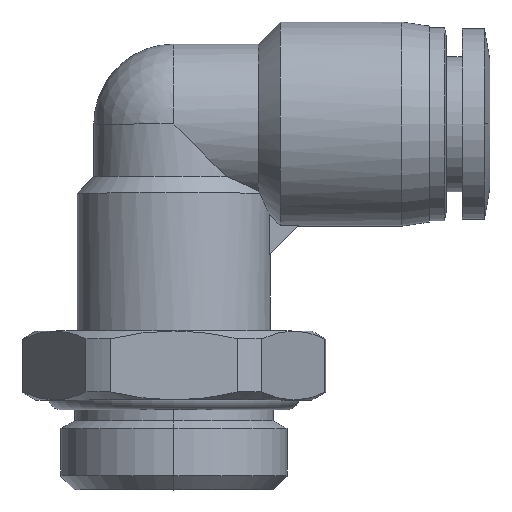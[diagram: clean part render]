
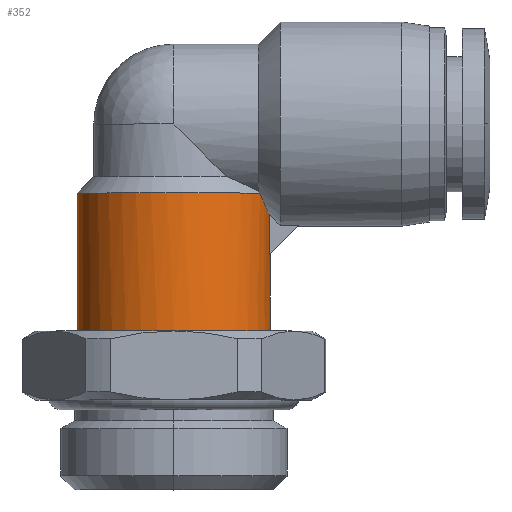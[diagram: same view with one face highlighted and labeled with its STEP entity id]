
A CAD part, top view. The second image highlights one B-rep face of the part: STEP entity #352.
In plain terms, the highlighted cylindrical face has radius 7 mm (diameter 14 mm), a partial arc.
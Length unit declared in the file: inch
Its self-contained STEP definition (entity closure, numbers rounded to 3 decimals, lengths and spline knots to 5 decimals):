
#55 = VECTOR ( 'NONE', #2135, 39.37008 ) ;
#115 = VERTEX_POINT ( 'NONE', #297 ) ;
#116 = EDGE_CURVE ( 'NONE', #2264, #246, #2335, .T. ) ;
#136 = LINE ( 'NONE', #692, #55 ) ;
#184 = ORIENTED_EDGE ( 'NONE', *, *, #2471, .T. ) ;
#246 = VERTEX_POINT ( 'NONE', #547 ) ;
#268 = CARTESIAN_POINT ( 'NONE',  ( 0.24531, 0.3937, 0.12559 ) ) ;
#297 = CARTESIAN_POINT ( 'NONE',  ( 0.27559, 0.22047, 0. ) ) ;
#317 = CARTESIAN_POINT ( 'NONE',  ( 0.27559, 0.22047, 0. ) ) ;
#335 = ORIENTED_EDGE ( 'NONE', *, *, #752, .T. ) ;
#352 = ADVANCED_FACE ( 'NONE', ( #1326 ), #1882, .T. ) ;
#390 = CARTESIAN_POINT ( 'NONE',  ( 0.24531, 0.3937, 0.12559 ) ) ;
#425 = EDGE_CURVE ( 'NONE', #1717, #115, #1408, .T. ) ;
#502 = DIRECTION ( 'NONE',  ( -1., 0., 0. ) ) ;
#547 = CARTESIAN_POINT ( 'NONE',  ( 0.27559, 0., 0. ) ) ;
#554 = CARTESIAN_POINT ( 'NONE',  ( 0.27276, 0.21764, 0.03937 ) ) ;
#650 = VERTEX_POINT ( 'NONE', #390 ) ;
#658 = DIRECTION ( 'NONE',  ( -1., 0., 0. ) ) ;
#676 = DIRECTION ( 'NONE',  ( 0., -1., 0. ) ) ;
#692 = CARTESIAN_POINT ( 'NONE',  ( 0.27276, 0.19685, 0.03937 ) ) ;
#732 = CARTESIAN_POINT ( 'NONE',  ( 0.26368, 0.35174, 0.08051 ) ) ;
#752 = EDGE_CURVE ( 'NONE', #650, #1845, #1812, .T. ) ;
#799 = ORIENTED_EDGE ( 'NONE', *, *, #116, .T. ) ;
#875 = EDGE_LOOP ( 'NONE', ( #799, #184, #1495, #2657, #1859, #335, #1835 ) ) ;
#936 = CARTESIAN_POINT ( 'NONE',  ( 0.27148, 0.33523, 0.04824 ) ) ;
#1113 = CARTESIAN_POINT ( 'NONE',  ( 0., 0.3937, 0. ) ) ;
#1126 = LINE ( 'NONE', #2649, #1966 ) ;
#1132 = CARTESIAN_POINT ( 'NONE',  ( 0.26983, 0.33868, 0.05667 ) ) ;
#1141 = CARTESIAN_POINT ( 'NONE',  ( 0.27559, 0.19685, 0. ) ) ;
#1162 = DIRECTION ( 'NONE',  ( 0., 1., 0. ) ) ;
#1223 = VERTEX_POINT ( 'NONE', #2338 ) ;
#1227 = AXIS2_PLACEMENT_3D ( 'NONE', #2185, #1162, #2206 ) ;
#1284 = EDGE_CURVE ( 'NONE', #650, #1223, #1454, .T. ) ;
#1326 = FACE_OUTER_BOUND ( 'NONE', #875, .T. ) ;
#1408 =( BOUNDED_CURVE ( )  B_SPLINE_CURVE ( 3, ( #554, #2443, #2025, #317 ),
 .UNSPECIFIED., .F., .F. ) 
 B_SPLINE_CURVE_WITH_KNOTS ( ( 4, 4 ),
 ( 6.13984, 6.28319 ),
 .UNSPECIFIED. ) 
 CURVE ( )  GEOMETRIC_REPRESENTATION_ITEM ( )  RATIONAL_B_SPLINE_CURVE ( ( 1., 0.998, 0.998, 1. ) ) 
 REPRESENTATION_ITEM ( '' )  );
#1454 = B_SPLINE_CURVE_WITH_KNOTS ( 'NONE', 3,
 ( #268, #1737, #2600, #732, #2184, #1132, #936, #2399 ),
 .UNSPECIFIED., .F., .F.,
 ( 4, 2, 2, 4 ),
 ( 0., 0.0014, 0.0021, 0.0028 ),
 .UNSPECIFIED. ) ;
#1495 = ORIENTED_EDGE ( 'NONE', *, *, #425, .F. ) ;
#1523 = EDGE_CURVE ( 'NONE', #1717, #1223, #136, .T. ) ;
#1671 = VECTOR ( 'NONE', #2593, 39.37008 ) ;
#1700 = CARTESIAN_POINT ( 'NONE',  ( -0.27559, 0.3937, 0. ) ) ;
#1717 = VERTEX_POINT ( 'NONE', #1857 ) ;
#1734 = DIRECTION ( 'NONE',  ( 0., 1., 0. ) ) ;
#1737 = CARTESIAN_POINT ( 'NONE',  ( 0.25098, 0.3799, 0.11451 ) ) ;
#1753 = CARTESIAN_POINT ( 'NONE',  ( 0., 0.19685, 0. ) ) ;
#1812 = CIRCLE ( 'NONE', #1846, 0.27559 ) ;
#1835 = ORIENTED_EDGE ( 'NONE', *, *, #2654, .F. ) ;
#1845 = VERTEX_POINT ( 'NONE', #1700 ) ;
#1846 = AXIS2_PLACEMENT_3D ( 'NONE', #1113, #676, #658 ) ;
#1857 = CARTESIAN_POINT ( 'NONE',  ( 0.27276, 0.21764, 0.03937 ) ) ;
#1859 = ORIENTED_EDGE ( 'NONE', *, *, #1284, .F. ) ;
#1882 = CYLINDRICAL_SURFACE ( 'NONE', #2253, 0.27559 ) ;
#1966 = VECTOR ( 'NONE', #2412, 39.37008 ) ;
#2025 = CARTESIAN_POINT ( 'NONE',  ( 0.27559, 0.22047, 0.01318 ) ) ;
#2091 = CARTESIAN_POINT ( 'NONE',  ( -0.27559, 0., 0. ) ) ;
#2135 = DIRECTION ( 'NONE',  ( 0., 1., 0. ) ) ;
#2157 = LINE ( 'NONE', #1141, #1671 ) ;
#2184 = CARTESIAN_POINT ( 'NONE',  ( 0.26594, 0.34691, 0.07278 ) ) ;
#2185 = CARTESIAN_POINT ( 'NONE',  ( 0., 0., 0. ) ) ;
#2206 = DIRECTION ( 'NONE',  ( -1., 0., 0. ) ) ;
#2253 = AXIS2_PLACEMENT_3D ( 'NONE', #1753, #1734, #502 ) ;
#2264 = VERTEX_POINT ( 'NONE', #2091 ) ;
#2335 = CIRCLE ( 'NONE', #1227, 0.27559 ) ;
#2338 = CARTESIAN_POINT ( 'NONE',  ( 0.27276, 0.33259, 0.03937 ) ) ;
#2399 = CARTESIAN_POINT ( 'NONE',  ( 0.27276, 0.33259, 0.03937 ) ) ;
#2412 = DIRECTION ( 'NONE',  ( 0., 1., 0. ) ) ;
#2443 = CARTESIAN_POINT ( 'NONE',  ( 0.27465, 0.21952, 0.02633 ) ) ;
#2471 = EDGE_CURVE ( 'NONE', #246, #115, #2157, .T. ) ;
#2593 = DIRECTION ( 'NONE',  ( 0., 1., 0. ) ) ;
#2600 = CARTESIAN_POINT ( 'NONE',  ( 0.25645, 0.36755, 0.10204 ) ) ;
#2649 = CARTESIAN_POINT ( 'NONE',  ( -0.27559, 0.19685, 0. ) ) ;
#2654 = EDGE_CURVE ( 'NONE', #2264, #1845, #1126, .T. ) ;
#2657 = ORIENTED_EDGE ( 'NONE', *, *, #1523, .T. ) ;
